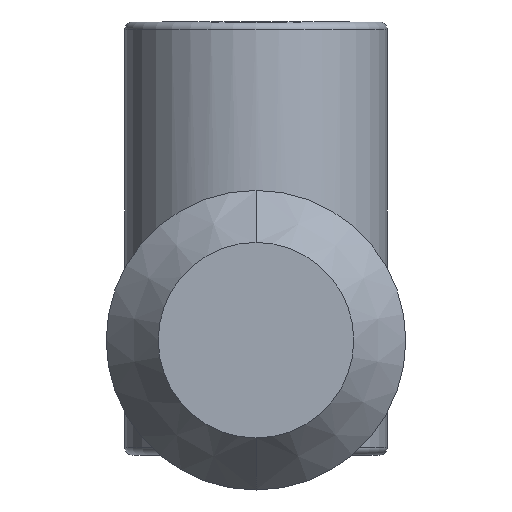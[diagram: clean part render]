
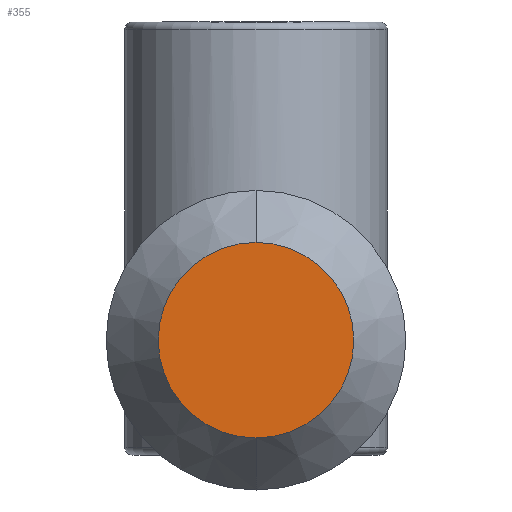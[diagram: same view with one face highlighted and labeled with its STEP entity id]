
A CAD part, front view. The second image highlights one B-rep face of the part: STEP entity #355.
In plain terms, the highlighted planar face has unit normal (0, -1, 0).
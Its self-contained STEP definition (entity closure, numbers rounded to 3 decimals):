
#55 = AXIS2_PLACEMENT_3D ( 'NONE', #903, #1240, #1016 ) ;
#250 = ORIENTED_EDGE ( 'NONE', *, *, #461, .T. ) ;
#276 = VERTEX_POINT ( 'NONE', #413 ) ;
#355 = ADVANCED_FACE ( 'NONE', ( #525 ), #981, .F. ) ;
#411 = CIRCLE ( 'NONE', #55, 6.3 ) ;
#413 = CARTESIAN_POINT ( 'NONE',  ( 0., -46.5, -6.3 ) ) ;
#461 = EDGE_CURVE ( 'NONE', #693, #276, #598, .T. ) ;
#525 = FACE_OUTER_BOUND ( 'NONE', #1296, .T. ) ;
#534 = DIRECTION ( 'NONE',  ( 0., 0., 1. ) ) ;
#547 = DIRECTION ( 'NONE',  ( 0., -1., 0. ) ) ;
#553 = DIRECTION ( 'NONE',  ( 0., 0., -1. ) ) ;
#598 = CIRCLE ( 'NONE', #799, 6.3 ) ;
#693 = VERTEX_POINT ( 'NONE', #979 ) ;
#799 = AXIS2_PLACEMENT_3D ( 'NONE', #826, #547, #553 ) ;
#826 = CARTESIAN_POINT ( 'NONE',  ( 0., -46.5, 0. ) ) ;
#903 = CARTESIAN_POINT ( 'NONE',  ( 0., -46.5, 0. ) ) ;
#979 = CARTESIAN_POINT ( 'NONE',  ( 0., -46.5, 6.3 ) ) ;
#981 = PLANE ( 'NONE',  #984 ) ;
#984 = AXIS2_PLACEMENT_3D ( 'NONE', #1428, #1324, #534 ) ;
#1016 = DIRECTION ( 'NONE',  ( 0., 0., -1. ) ) ;
#1124 = ORIENTED_EDGE ( 'NONE', *, *, #1343, .T. ) ;
#1240 = DIRECTION ( 'NONE',  ( 0., -1., 0. ) ) ;
#1296 = EDGE_LOOP ( 'NONE', ( #250, #1124 ) ) ;
#1324 = DIRECTION ( 'NONE',  ( 0., 1., 0. ) ) ;
#1343 = EDGE_CURVE ( 'NONE', #276, #693, #411, .T. ) ;
#1428 = CARTESIAN_POINT ( 'NONE',  ( -6.3, -46.5, 0. ) ) ;
